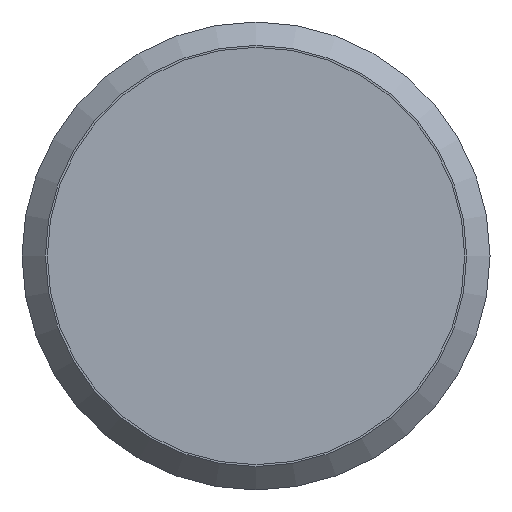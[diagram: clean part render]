
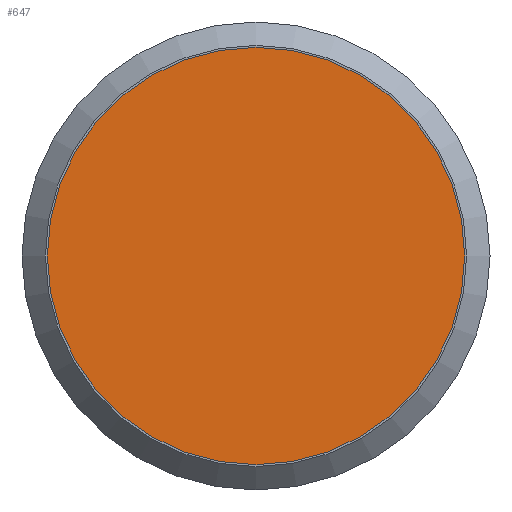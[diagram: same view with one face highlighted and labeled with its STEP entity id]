
A CAD part, front view. The second image highlights one B-rep face of the part: STEP entity #647.
In plain terms, the highlighted planar face has unit normal (0, -1, 0).
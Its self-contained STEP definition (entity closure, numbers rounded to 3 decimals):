
#50=PLANE('',#717);
#72=FACE_OUTER_BOUND('',#115,.T.);
#115=EDGE_LOOP('',(#431));
#229=CIRCLE('',#715,5.35);
#277=VERTEX_POINT('',#1027);
#334=EDGE_CURVE('',#277,#277,#229,.T.);
#431=ORIENTED_EDGE('',*,*,#334,.T.);
#647=ADVANCED_FACE('',(#72),#50,.T.);
#715=AXIS2_PLACEMENT_3D('',#1028,#819,#820);
#717=AXIS2_PLACEMENT_3D('',#1032,#824,#825);
#819=DIRECTION('center_axis',(0.,-1.,0.));
#820=DIRECTION('ref_axis',(1.,0.,0.));
#824=DIRECTION('center_axis',(0.,-1.,0.));
#825=DIRECTION('ref_axis',(0.,0.,-1.));
#1027=CARTESIAN_POINT('',(-5.35,-8.,0.));
#1028=CARTESIAN_POINT('Origin',(0.,-8.,0.));
#1032=CARTESIAN_POINT('Origin',(2.675,-8.,0.));
